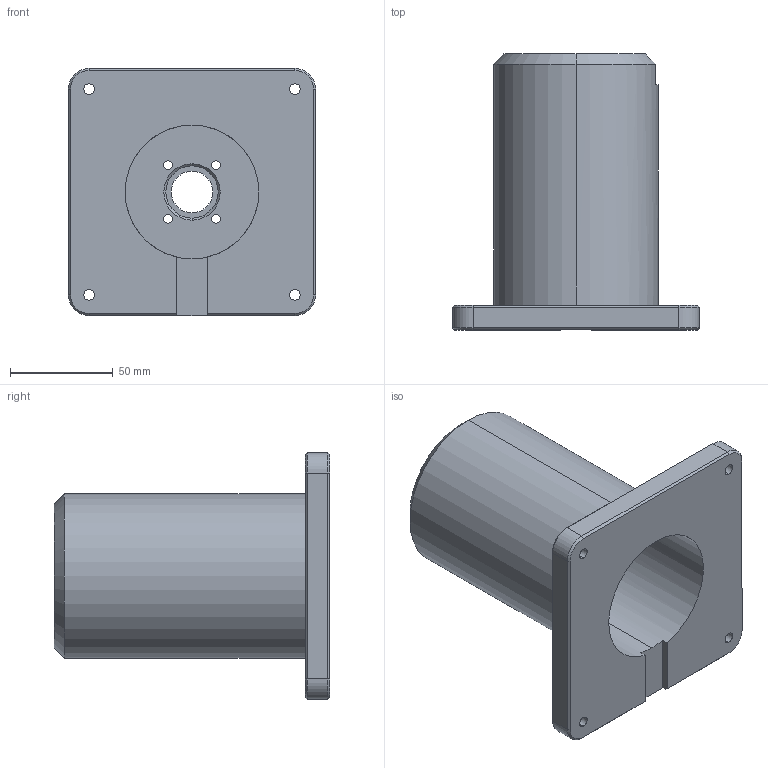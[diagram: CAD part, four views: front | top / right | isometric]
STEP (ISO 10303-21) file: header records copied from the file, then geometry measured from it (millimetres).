
FILE_DESCRIPTION (( 'STEP AP214' ), '1' );
FILE_NAME ('frame0^ZERO_ARM.STEP', '2025-07-11T08:47:50', ( '' ), ( '' ), 'SwSTEP 2.0', 'SolidWorks 2022', '' );
FILE_SCHEMA (( 'AUTOMOTIVE_DESIGN' ));
Length unit declared in the file: millimetre
Products named in the file (1): frame0^ZERO_ARM
Bounding box: 120 x 134 x 120 mm (x, y, z)
Volume: 394761.9 mm3; surface area: 89375 mm2
Topology: 1 solids, 1 shells, 107 faces, 267 edges, 171 vertices
Faces by surface type: cylinder 53, plane 36, cone 18
Entity records: 3309 total; most frequent: DIRECTION 609, CARTESIAN_POINT 576, ORIENTED_EDGE 534, EDGE_CURVE 267, AXIS2_PLACEMENT_3D 244, VERTEX_POINT 171, CIRCLE 136, EDGE_LOOP 134
